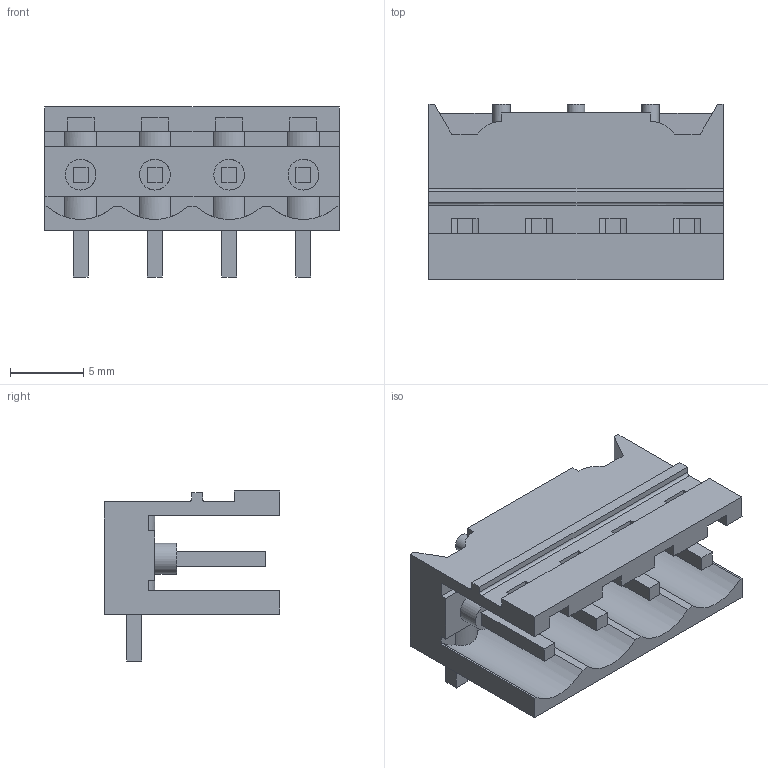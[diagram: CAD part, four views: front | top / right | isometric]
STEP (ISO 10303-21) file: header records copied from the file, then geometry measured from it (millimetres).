
FILE_DESCRIPTION(('CATIA V5 STEP Exchange','CAx-IF Rec.Pracs.--- Model Styling and Organization---1.4--- 2014-01-23'),'2;1');
FILE_NAME ('D1457776_0', '2019-01-09T10:04:07+00:00', ('none'), ('Weidmueller'), 'CATIA Version 5-6 Release 2016 SP3 HF44', 'CATIA V5 STEP AP214', 'none');
FILE_SCHEMA(('AUTOMOTIVE_DESIGN { 1 0 10303 214 1 1 1 1 }'));
Length unit declared in the file: millimetre
Products named in the file (1): 1868310000
Bounding box: 20.12 x 12 x 11.63 mm (x, y, z)
Volume: 725.5 mm3; surface area: 1759.2 mm2
Topology: 5 solids, 5 shells, 234 faces, 720 edges, 492 vertices
Faces by surface type: plane 194, cylinder 38, extrusion 2
Entity records: 8017 total; most frequent: CARTESIAN_POINT 1630, ORIENTED_EDGE 1440, DIRECTION 1018, EDGE_CURVE 720, VECTOR 584, LINE 582, VERTEX_POINT 492, AXIS2_PLACEMENT_3D 265
